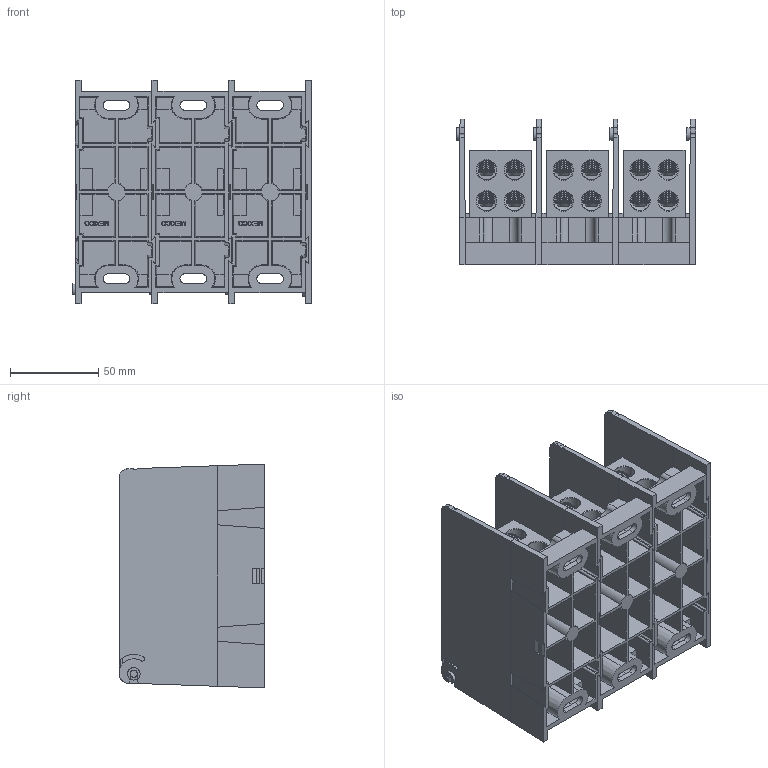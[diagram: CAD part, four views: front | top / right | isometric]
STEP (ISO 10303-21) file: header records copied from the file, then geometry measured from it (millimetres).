
FILE_DESCRIPTION (( 'STEP AP214' ), '1' );
FILE_NAME ('701909rev-3P.STEP', '2014-01-13T12:19:14', ( '' ), ( '' ), 'SwSTEP 2.0', 'SolidWorks 2013', '' );
FILE_SCHEMA (( 'AUTOMOTIVE_DESIGN' ));
Length unit declared in the file: inch
Products named in the file (1): 701909rev-3P
Bounding box: 135.72 x 82.55 x 127.01 mm (x, y, z)
Volume: 448701.9 mm3; surface area: 259254.3 mm2
Topology: 25 solids, 25 shells, 1806 faces, 4509 edges, 2822 vertices
Faces by surface type: plane 844, cone 471, cylinder 404, bspline 72, torus 9, sphere 6
Full cylindrical faces by diameter (mm): 4.064 x1, 4.928 x3, 6.909 x3, 7.112 x1, 8.611 x12, 9.525 x132, 10.795 x3, 11.112 x12, 12.7 x3, 19.05 x3, 22.225 x3
Entity records: 83822 total; most frequent: CARTESIAN_POINT 21069, DIRECTION 7667, ORIENTED_EDGE 7510, EDGE_CURVE 3755, VERTEX_POINT 2700, AXIS2_PLACEMENT_3D 2679, EDGE_LOOP 2567, VECTOR 2309
